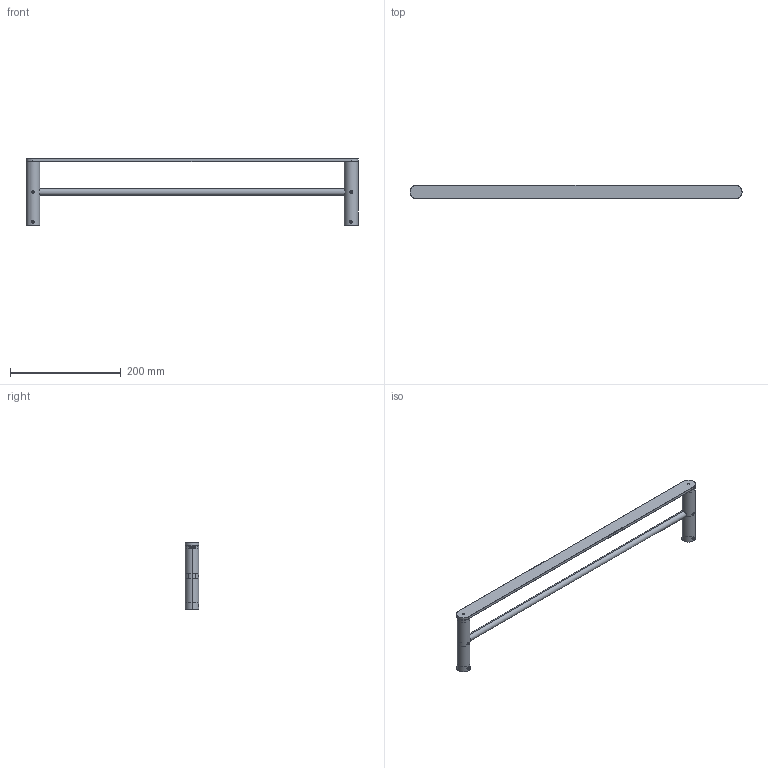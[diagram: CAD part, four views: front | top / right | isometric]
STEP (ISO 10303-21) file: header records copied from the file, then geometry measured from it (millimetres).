
FILE_DESCRIPTION((''),'2;1');
FILE_NAME('1G9006_ASM','2023-06-26T',('Administrator'),(''),'PRO/ENGINEER BY PARAMETRIC TECHNOLOGY CORPORATION, 2010280','PRO/ENGINEER BY PARAMETRIC TECHNOLOGY CORPORATION, 2010280','');
FILE_SCHEMA(('CONFIG_CONTROL_DESIGN'));
Length unit declared in the file: millimetre
Products named in the file (5): 2G9004-01CP; 2G9006-01CP; 2G9006-02CP; 2G9006-03CP; 1G9006_ASM
Assembly tree (4 placements, depth 2):
  1G9006_ASM
    2G9004-01CP
    2G9006-01CP
    2G9006-02CP
    2G9006-03CP
Bounding box: 600 x 25 x 120 mm (x, y, z)
Volume: 123885.9 mm3; surface area: 111858.9 mm2
Topology: 4 solids, 4 shells, 221 faces, 581 edges, 366 vertices
Faces by surface type: cylinder 122, bspline 45, plane 28, cone 14, torus 12
Entity records: 13921 total; most frequent: CARTESIAN_POINT 8880, ORIENTED_EDGE 1162, DIRECTION 809, EDGE_CURVE 581, VERTEX_POINT 366, AXIS2_PLACEMENT_3D 312, B_SPLINE_CURVE_WITH_KNOTS 269, EDGE_LOOP 245
